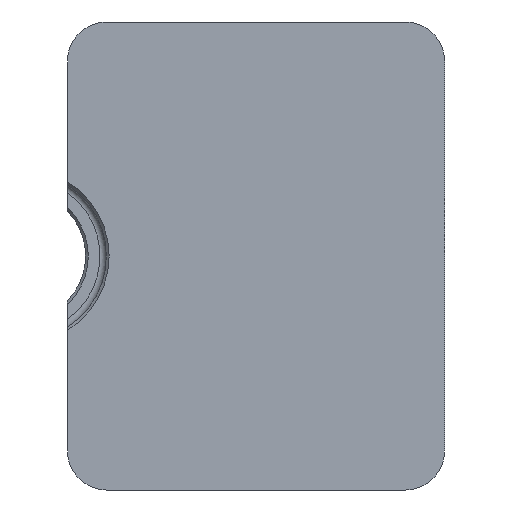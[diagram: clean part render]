
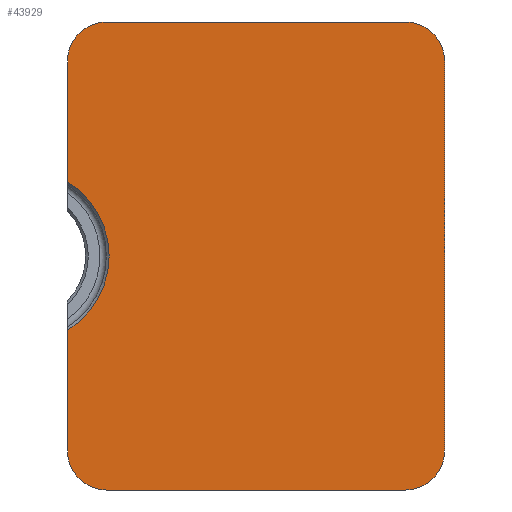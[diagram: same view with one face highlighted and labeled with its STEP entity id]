
A CAD part, front view. The second image highlights one B-rep face of the part: STEP entity #43929.
In plain terms, the highlighted planar face has unit normal (0, -1, 0).
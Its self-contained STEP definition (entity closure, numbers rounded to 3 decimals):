
#13663=DIRECTION('',(0.,0.,1.));
#13664=VECTOR('',#13663,300.);
#13665=CARTESIAN_POINT('',(140.,-72.,-150.));
#13666=LINE('',#13665,#13664);
#13729=DIRECTION('',(1.,0.,0.));
#13730=VECTOR('',#13729,230.);
#13731=CARTESIAN_POINT('',(-120.,-72.,-180.));
#13732=LINE('',#13731,#13730);
#13785=CARTESIAN_POINT('',(-150.,-72.,
-57.131));
#13867=CARTESIAN_POINT('',(-150.,-72.,
57.131));
#13904=CARTESIAN_POINT('',(-185.,-72.,0.));
#13905=DIRECTION('',(0.,1.,0.));
#13906=DIRECTION('',(0.522,0.,0.853));
#13907=AXIS2_PLACEMENT_3D('',#13904,#13905,#13906);
#13909=DIRECTION('',(0.,0.,1.));
#13910=VECTOR('',#13909,92.869);
#13911=CARTESIAN_POINT('',(-150.,-72.,
57.131));
#13912=LINE('',#13911,#13910);
#13913=CARTESIAN_POINT('',(-120.,-72.,150.));
#13914=DIRECTION('',(0.,1.,0.));
#13915=DIRECTION('',(-1.,0.,0.));
#13916=AXIS2_PLACEMENT_3D('',#13913,#13914,#13915);
#13918=DIRECTION('',(1.,0.,0.));
#13919=VECTOR('',#13918,230.);
#13920=CARTESIAN_POINT('',(-120.,-72.,180.));
#13921=LINE('',#13920,#13919);
#13922=CARTESIAN_POINT('',(110.,-72.,150.));
#13923=DIRECTION('',(0.,1.,0.));
#13924=DIRECTION('',(0.,0.,1.));
#13925=AXIS2_PLACEMENT_3D('',#13922,#13923,#13924);
#13927=CARTESIAN_POINT('',(110.,-72.,-150.));
#13928=DIRECTION('',(0.,1.,0.));
#13929=DIRECTION('',(1.,0.,0.));
#13930=AXIS2_PLACEMENT_3D('',#13927,#13928,#13929);
#13932=CARTESIAN_POINT('',(-120.,-72.,-150.));
#13933=DIRECTION('',(0.,1.,0.));
#13934=DIRECTION('',(0.,0.,-1.));
#13935=AXIS2_PLACEMENT_3D('',#13932,#13933,#13934);
#13937=DIRECTION('',(0.,0.,1.));
#13938=VECTOR('',#13937,92.869);
#13939=CARTESIAN_POINT('',(-150.,-72.,-150.));
#13940=LINE('',#13939,#13938);
#14750=CARTESIAN_POINT('',(110.,-72.,180.));
#14751=VERTEX_POINT('',#14750);
#14752=CARTESIAN_POINT('',(-120.,-72.,180.));
#14753=VERTEX_POINT('',#14752);
#14806=CARTESIAN_POINT('',(-150.,-72.,150.));
#14807=VERTEX_POINT('',#14806);
#14809=CARTESIAN_POINT('',(-150.,-72.,-150.));
#14811=VERTEX_POINT('',#14809);
#14853=CARTESIAN_POINT('',(140.,-72.,-150.));
#14854=VERTEX_POINT('',#14853);
#14855=CARTESIAN_POINT('',(110.,-72.,-180.));
#14856=VERTEX_POINT('',#14855);
#14861=CARTESIAN_POINT('',(140.,-72.,150.));
#14862=VERTEX_POINT('',#14861);
#15075=CARTESIAN_POINT('',(-120.,-72.,-180.));
#15076=VERTEX_POINT('',#15075);
#16255=VERTEX_POINT('',#13867);
#16256=VERTEX_POINT('',#13785);
#43908=CARTESIAN_POINT('',(140.,-72.,180.));
#43909=DIRECTION('',(0.,-1.,0.));
#43910=DIRECTION('',(-1.,0.,0.));
#43911=AXIS2_PLACEMENT_3D('',#43908,#43909,#43910);
#43912=PLANE('',#43911);
#43913=ORIENTED_EDGE('',*,*,#43902,.F.);
#43914=ORIENTED_EDGE('',*,*,#43848,.T.);
#43916=ORIENTED_EDGE('',*,*,#43915,.T.);
#43917=ORIENTED_EDGE('',*,*,#17436,.T.);
#43919=ORIENTED_EDGE('',*,*,#43918,.T.);
#43920=ORIENTED_EDGE('',*,*,#43505,.F.);
#43922=ORIENTED_EDGE('',*,*,#43921,.T.);
#43923=ORIENTED_EDGE('',*,*,#43657,.F.);
#43925=ORIENTED_EDGE('',*,*,#43924,.T.);
#43926=ORIENTED_EDGE('',*,*,#43804,.T.);
#43927=EDGE_LOOP('',(#43913,#43914,#43916,#43917,#43919,#43920,#43922,#43923,
#43925,#43926));
#43928=FACE_OUTER_BOUND('',#43927,.F.);
#43929=ADVANCED_FACE('',(#43928),#43912,.T.);
#13908=CIRCLE('',#13907,67.);
#13917=CIRCLE('',#13916,30.);
#13926=CIRCLE('',#13925,30.);
#13931=CIRCLE('',#13930,30.);
#13936=CIRCLE('',#13935,30.);
#17436=EDGE_CURVE('',#14753,#14751,#13921,.T.);
#43505=EDGE_CURVE('',#14854,#14862,#13666,.T.);
#43657=EDGE_CURVE('',#15076,#14856,#13732,.T.);
#43804=EDGE_CURVE('',#14811,#16256,#13940,.T.);
#43848=EDGE_CURVE('',#16255,#14807,#13912,.T.);
#43902=EDGE_CURVE('',#16255,#16256,#13908,.T.);
#43915=EDGE_CURVE('',#14807,#14753,#13917,.T.);
#43918=EDGE_CURVE('',#14751,#14862,#13926,.T.);
#43921=EDGE_CURVE('',#14854,#14856,#13931,.T.);
#43924=EDGE_CURVE('',#15076,#14811,#13936,.T.);
